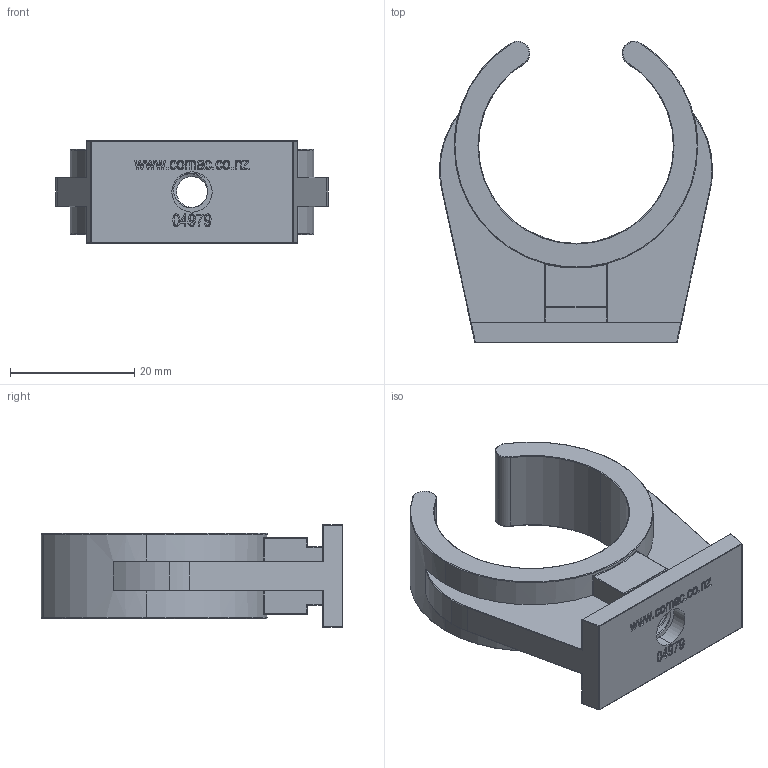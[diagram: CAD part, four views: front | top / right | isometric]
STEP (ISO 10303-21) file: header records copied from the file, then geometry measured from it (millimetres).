
FILE_DESCRIPTION (( 'STEP AP214' ), '1' );
FILE_NAME ('04979-Tube Clamp Single Fixing White Nylon 35mm.STEP', '2018-11-14T20:38:54', ( '' ), ( '' ), 'SwSTEP 2.0', 'SolidWorks 2018', '' );
FILE_SCHEMA (( 'AUTOMOTIVE_DESIGN' ));
Length unit declared in the file: millimetre
Products named in the file (1): 04979-Tube Clamp Single Fixing White Nylon 35mm
Bounding box: 44 x 48.6 x 16.6 mm (x, y, z)
Volume: 9412.3 mm3; surface area: 6297.4 mm2
Topology: 2 solids, 2 shells, 400 faces, 1047 edges, 667 vertices
Faces by surface type: plane 183, bspline 109, cylinder 66, torus 28, sphere 14
Entity records: 19618 total; most frequent: CARTESIAN_POINT 10522, ORIENTED_EDGE 2070, DIRECTION 1536, EDGE_CURVE 1035, VERTEX_POINT 667, VECTOR 612, LINE 612, AXIS2_PLACEMENT_3D 462
